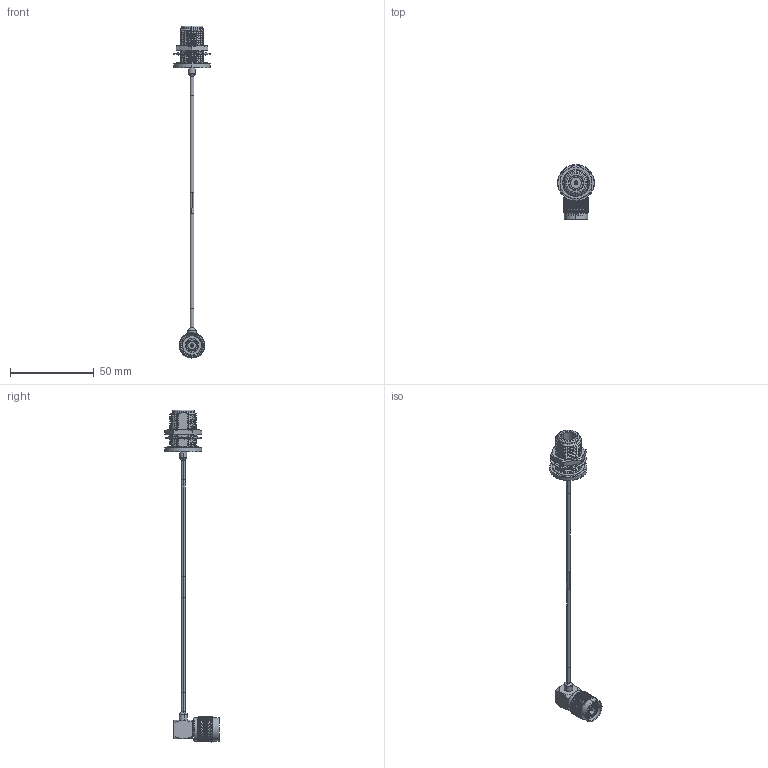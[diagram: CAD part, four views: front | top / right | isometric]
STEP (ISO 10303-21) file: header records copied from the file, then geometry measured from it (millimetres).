
FILE_DESCRIPTION (( 'STEP AP214' ), '1' );
FILE_NAME ('LCCA30589.step', '2020-06-23T22:08:30', ( '' ), ( '' ), 'SwSTEP 2.0', 'SolidWorks 2018', '' );
FILE_SCHEMA (( 'AUTOMOTIVE_DESIGN' ));
Length unit declared in the file: inch
Products named in the file (7): LCCN3044_HS; LCCN3044_HS-2; LCCN3056; 1AW01-002_.08 ID; LCCN3060; LCCA30589; LC085TB (085 FORMABLE)
Assembly tree (6 placements, depth 2):
  LCCA30589
    LC085TB (085 FORMABLE)
    1AW01-002_.08 ID
    LCCN3044_HS-2
    LCCN3056
    LCCN3044_HS
    LCCN3060
Bounding box: 22 x 32.5 x 198.09 mm (x, y, z)
Volume: 8546.1 mm3; surface area: 8449 mm2
Topology: 9 solids, 9 shells, 2459 faces, 5470 edges, 3046 vertices
Faces by surface type: bspline 1763, cylinder 531, plane 94, cone 61, torus 10
Entity records: 172402 total; most frequent: CARTESIAN_POINT 136679, ORIENTED_EDGE 10940, EDGE_CURVE 5470, VERTEX_POINT 3046, DIRECTION 2604, EDGE_LOOP 2484, ADVANCED_FACE 2459, FACE_OUTER_BOUND 2459
